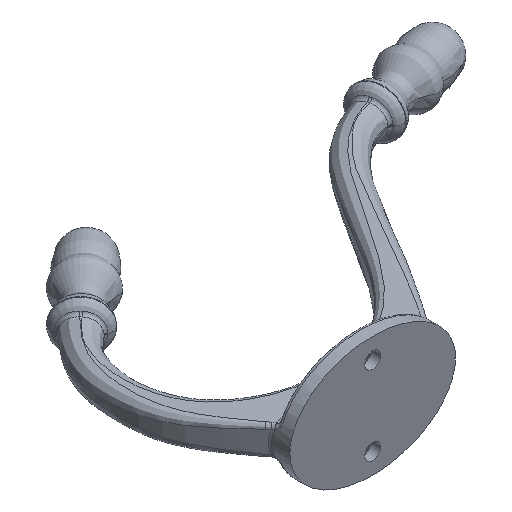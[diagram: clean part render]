
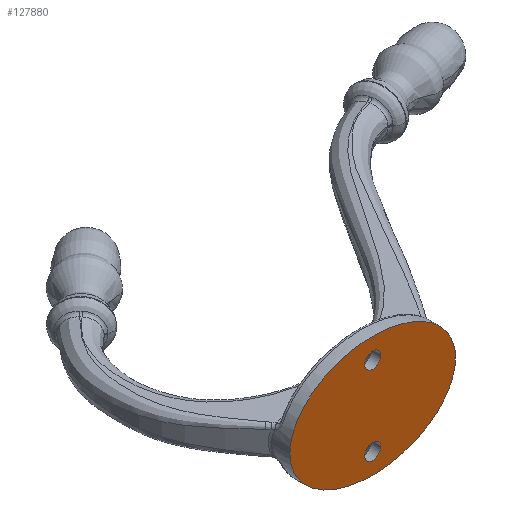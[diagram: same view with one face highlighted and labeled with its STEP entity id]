
A CAD part, isometric view. The second image highlights one B-rep face of the part: STEP entity #127880.
In plain terms, the highlighted planar face has unit normal (0, -1, 0).
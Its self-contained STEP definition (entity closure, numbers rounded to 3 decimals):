
#127000=CARTESIAN_POINT('',(2.1,0.,-10.5));
#127010=VERTEX_POINT('',#127000);
#127040=CARTESIAN_POINT('',(0.,0.,-10.5));
#127050=DIRECTION('',(0.,-1.,0.));
#127060=DIRECTION('',(1.,0.,0.));
#127070=AXIS2_PLACEMENT_3D('',#127040,#127050,#127060);
#127080=CIRCLE('',#127070,2.1);
#127090=CARTESIAN_POINT('',(-2.1,0.,-10.5));
#127100=VERTEX_POINT('',#127090);
#127110=EDGE_CURVE('',#127100,#127010,#127080,.T.);
#127230=CARTESIAN_POINT('',(11.,0.,0.));
#127240=DIRECTION('',(-0.,1.,0.));
#127250=DIRECTION('',(1.,0.,0.));
#127260=AXIS2_PLACEMENT_3D('',#127230,#127240,#127250);
#127270=PLANE('',#127260);
#127280=EDGE_CURVE('',#127010,#127100,#127080,.T.);
#127290=ORIENTED_EDGE('',*,*,#127280,.F.);
#127300=ORIENTED_EDGE('',*,*,#127110,.F.);
#127310=EDGE_LOOP('',(#127300,#127290));
#127320=FACE_BOUND('',#127310,.T.);
#127330=CARTESIAN_POINT('',(22.,0.,-5.657));
#127340=CARTESIAN_POINT('',(22.,0.,5.657));
#127350=CARTESIAN_POINT('',(18.111,0.,
13.172));
#127360=CARTESIAN_POINT('',(7.778,0.,
16.));
#127370=CARTESIAN_POINT('',(-7.778,0.,
16.));
#127380=CARTESIAN_POINT('',(-18.111,0.,
13.172));
#127390=CARTESIAN_POINT('',(-22.,0.,5.657));
#127400=CARTESIAN_POINT('',(-22.,0.,-5.657));
#127410=CARTESIAN_POINT('',(-18.111,0.,
-13.172));
#127420=CARTESIAN_POINT('',(-7.778,0.,
-16.));
#127430=CARTESIAN_POINT('',(7.778,0.,
-16.));
#127440=CARTESIAN_POINT('',(18.111,0.,
-13.172));
#127450=CARTESIAN_POINT('',(22.,0.,-5.657));
#127460=CARTESIAN_POINT('',(22.,0.,5.657));
#127470=(BOUNDED_CURVE() B_SPLINE_CURVE(4,(#127330,#127340,#127350,
#127360,#127370,#127380,#127390,#127400,#127410,#127420,#127430,#127440,
#127450,#127460),.UNSPECIFIED.,.T.,.F.) B_SPLINE_CURVE_WITH_KNOTS((2,3,3
,3,3,3,2),(-1.571,0.,1.571,3.142,
4.712,6.283,7.854),.UNSPECIFIED.) CURVE
() GEOMETRIC_REPRESENTATION_ITEM() RATIONAL_B_SPLINE_CURVE((1.,1.,
0.943,1.,1.,0.943,1.,1.,0.943,1.,1.,
0.943,1.,1.)) REPRESENTATION_ITEM(''));
#127480=CARTESIAN_POINT('',(22.,0.,0.));
#127490=VERTEX_POINT('',#127480);
#127500=CARTESIAN_POINT('',(-22.,0.,0.));
#127510=VERTEX_POINT('',#127500);
#127520=EDGE_CURVE('',#127490,#127510,#127470,.T.);
#127530=ORIENTED_EDGE('',*,*,#127520,.T.);
#127540=CARTESIAN_POINT('',(22.,0.,5.657));
#127550=CARTESIAN_POINT('',(22.,0.,-5.657));
#127560=CARTESIAN_POINT('',(18.111,0.,
-13.172));
#127570=CARTESIAN_POINT('',(7.778,0.,
-16.));
#127580=CARTESIAN_POINT('',(-7.778,0.,
-16.));
#127590=CARTESIAN_POINT('',(-18.111,0.,
-13.172));
#127600=CARTESIAN_POINT('',(-22.,0.,-5.657))
;
#127610=CARTESIAN_POINT('',(-22.,0.,5.657));
#127620=CARTESIAN_POINT('',(-18.111,0.,
13.172));
#127630=CARTESIAN_POINT('',(-7.778,0.,
16.));
#127640=CARTESIAN_POINT('',(7.778,0.,
16.));
#127650=CARTESIAN_POINT('',(18.111,0.,
13.172));
#127660=CARTESIAN_POINT('',(22.,0.,5.657));
#127670=CARTESIAN_POINT('',(22.,0.,-5.657));
#127680=(BOUNDED_CURVE() B_SPLINE_CURVE(4,(#127540,#127550,#127560,
#127570,#127580,#127590,#127600,#127610,#127620,#127630,#127640,#127650,
#127660,#127670),.UNSPECIFIED.,.T.,.F.) B_SPLINE_CURVE_WITH_KNOTS((2,3,3
,3,3,3,2),(-1.571,0.,1.571,3.142,
4.712,6.283,7.854),.UNSPECIFIED.) CURVE
() GEOMETRIC_REPRESENTATION_ITEM() RATIONAL_B_SPLINE_CURVE((1.,1.,
0.943,1.,1.,0.943,1.,1.,0.943,1.,1.,
0.943,1.,1.)) REPRESENTATION_ITEM(''));
#127690=EDGE_CURVE('',#127490,#127510,#127680,.T.);
#127700=ORIENTED_EDGE('',*,*,#127690,.F.);
#127710=EDGE_LOOP('',(#127700,#127530));
#127720=FACE_OUTER_BOUND('',#127710,.T.);
#127730=CARTESIAN_POINT('',(0.,0.,10.5));
#127740=DIRECTION('',(0.,1.,0.));
#127750=DIRECTION('',(1.,0.,0.));
#127760=AXIS2_PLACEMENT_3D('',#127730,#127740,#127750);
#127770=CIRCLE('',#127760,2.1);
#127780=CARTESIAN_POINT('',(2.1,0.,10.5));
#127790=VERTEX_POINT('',#127780);
#127800=CARTESIAN_POINT('',(-2.1,0.,10.5));
#127810=VERTEX_POINT('',#127800);
#127820=EDGE_CURVE('',#127790,#127810,#127770,.T.);
#127830=ORIENTED_EDGE('',*,*,#127820,.T.);
#127840=EDGE_CURVE('',#127810,#127790,#127770,.T.);
#127850=ORIENTED_EDGE('',*,*,#127840,.T.);
#127860=EDGE_LOOP('',(#127850,#127830));
#127870=FACE_BOUND('',#127860,.T.);
#127880=ADVANCED_FACE('',(#127320,#127720,#127870),#127270,.F.);
